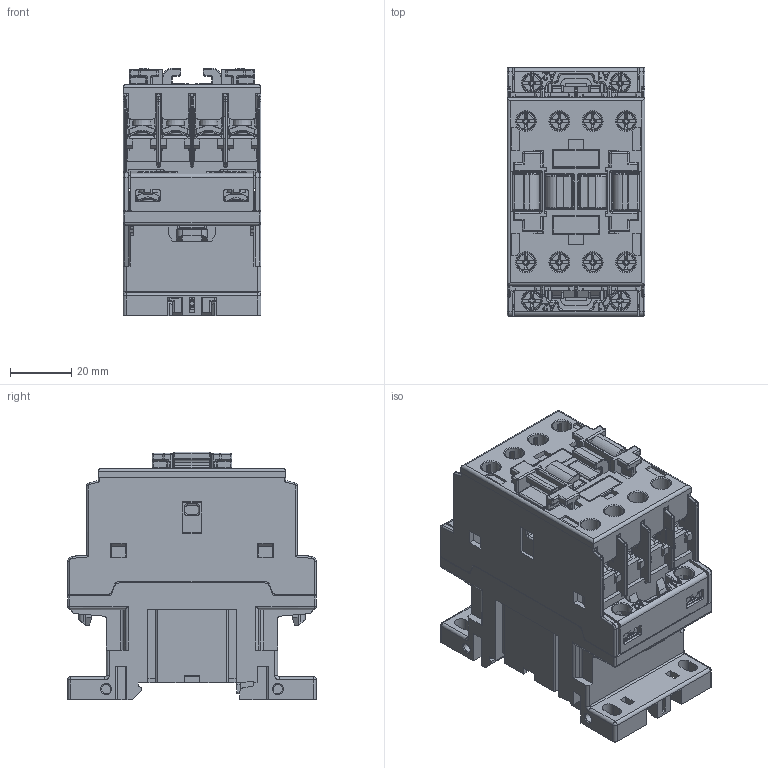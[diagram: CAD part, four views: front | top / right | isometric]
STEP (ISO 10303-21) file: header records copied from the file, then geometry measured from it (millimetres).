
FILE_DESCRIPTION(/* description */ (''),/* implementation_level */ '2;1');
FILE_NAME(/* name */ 'FILE_STP_CAD_DRAWING_3d_BF09_25_A_prt.stp',/* time_stamp */ '2021-11-23T08:25:42+01:00',/* author */ (''),/* organization */ (''),/* preprocessor_version */ 'ST-DEVELOPER v16.7',/* originating_system */ 'SIEMENS PLM Software NX 12.0',/* authorisation */ '');
FILE_SCHEMA (('AUTOMOTIVE_DESIGN { 1 0 10303 214 3 1 1 1 }'));
Products named in the file (1): 3d_BF09_25_A
Bounding box: 45 x 81 x 80.73 mm (x, y, z)
Surface area: 60497.9 mm2 (no closed solid volume)
Topology: 0 solids, 69 shells, 3628 faces, 13530 edges, 9686 vertices
Faces by surface type: plane 1924, cylinder 1149, bspline 239, torus 164, cone 92, sphere 60
Full cylindrical faces by diameter (mm): 2 x1, 2.4 x4, 2.85 x12, 3 x2, 3.4 x12, 3.48 x12, 3.54 x12, 4.2 x4, 6.2 x12
Entity records: 150469 total; most frequent: CARTESIAN_POINT 38918, DIRECTION 22578, ORIENTED_EDGE 21429, EDGE_CURVE 13260, VERTEX_POINT 9633, LINE 8872, VECTOR 8872, AXIS2_PLACEMENT_3D 6853
